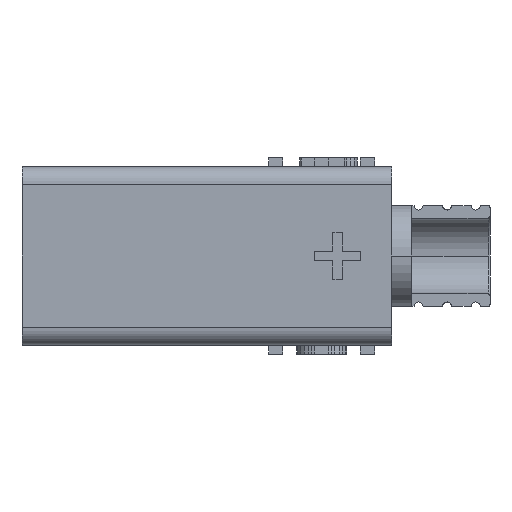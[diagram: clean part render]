
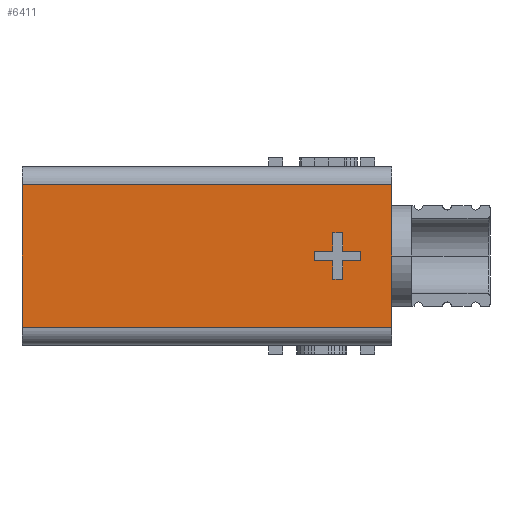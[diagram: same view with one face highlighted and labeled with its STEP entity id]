
A CAD part, left-side view. The second image highlights one B-rep face of the part: STEP entity #6411.
In plain terms, the highlighted planar face has unit normal (-1, 0, 0).
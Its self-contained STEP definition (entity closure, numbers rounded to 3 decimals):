
#15=DIRECTION('',(0.,0.,1.));
#16=VECTOR('',#15,8.);
#17=CARTESIAN_POINT('',(-10.5,0.,-4.));
#18=LINE('',#17,#16);
#806=DIRECTION('',(0.,-1.,0.));
#807=VECTOR('',#806,20.7);
#808=CARTESIAN_POINT('',(-10.5,20.7,-4.));
#809=LINE('',#808,#807);
#810=DIRECTION('',(0.,-1.,0.));
#811=VECTOR('',#810,20.7);
#812=CARTESIAN_POINT('',(-10.5,20.7,4.));
#813=LINE('',#812,#811);
#814=DIRECTION('',(0.,-1.,0.));
#815=VECTOR('',#814,0.55);
#816=CARTESIAN_POINT('',(-10.5,3.3,-1.3));
#817=LINE('',#816,#815);
#818=DIRECTION('',(0.,0.,1.));
#819=VECTOR('',#818,1.025);
#820=CARTESIAN_POINT('',(-10.5,2.75,-1.3));
#821=LINE('',#820,#819);
#822=DIRECTION('',(0.,-1.,0.));
#823=VECTOR('',#822,1.025);
#824=CARTESIAN_POINT('',(-10.5,2.75,-0.275));
#825=LINE('',#824,#823);
#826=DIRECTION('',(0.,0.,1.));
#827=VECTOR('',#826,0.55);
#828=CARTESIAN_POINT('',(-10.5,1.725,-0.275));
#829=LINE('',#828,#827);
#830=DIRECTION('',(0.,1.,0.));
#831=VECTOR('',#830,1.025);
#832=CARTESIAN_POINT('',(-10.5,1.725,0.275));
#833=LINE('',#832,#831);
#834=DIRECTION('',(0.,0.,1.));
#835=VECTOR('',#834,1.025);
#836=CARTESIAN_POINT('',(-10.5,2.75,0.275));
#837=LINE('',#836,#835);
#838=DIRECTION('',(0.,1.,0.));
#839=VECTOR('',#838,0.55);
#840=CARTESIAN_POINT('',(-10.5,2.75,1.3));
#841=LINE('',#840,#839);
#842=DIRECTION('',(0.,0.,-1.));
#843=VECTOR('',#842,1.025);
#844=CARTESIAN_POINT('',(-10.5,3.3,1.3));
#845=LINE('',#844,#843);
#846=DIRECTION('',(0.,1.,0.));
#847=VECTOR('',#846,1.025);
#848=CARTESIAN_POINT('',(-10.5,3.3,0.275));
#849=LINE('',#848,#847);
#850=DIRECTION('',(0.,0.,-1.));
#851=VECTOR('',#850,0.55);
#852=CARTESIAN_POINT('',(-10.5,4.325,0.275));
#853=LINE('',#852,#851);
#854=DIRECTION('',(0.,-1.,0.));
#855=VECTOR('',#854,1.025);
#856=CARTESIAN_POINT('',(-10.5,4.325,-0.275));
#857=LINE('',#856,#855);
#858=DIRECTION('',(0.,0.,-1.));
#859=VECTOR('',#858,1.025);
#860=CARTESIAN_POINT('',(-10.5,3.3,-0.275));
#861=LINE('',#860,#859);
#1471=DIRECTION('',(0.,0.,1.));
#1472=VECTOR('',#1471,8.);
#1473=CARTESIAN_POINT('',(-10.5,20.7,-4.));
#1474=LINE('',#1473,#1472);
#4667=CARTESIAN_POINT('',(-10.5,0.,-4.));
#4669=VERTEX_POINT('',#4667);
#4673=CARTESIAN_POINT('',(-10.5,20.7,-4.));
#4674=VERTEX_POINT('',#4673);
#4676=CARTESIAN_POINT('',(-10.5,0.,4.));
#4678=VERTEX_POINT('',#4676);
#4679=CARTESIAN_POINT('',(-10.5,20.7,4.));
#4680=VERTEX_POINT('',#4679);
#4799=CARTESIAN_POINT('',(-10.5,3.3,-1.3));
#4800=CARTESIAN_POINT('',(-10.5,2.75,-1.3));
#4801=VERTEX_POINT('',#4799);
#4802=VERTEX_POINT('',#4800);
#4803=CARTESIAN_POINT('',(-10.5,2.75,-0.275));
#4804=VERTEX_POINT('',#4803);
#4805=CARTESIAN_POINT('',(-10.5,1.725,-0.275));
#4806=VERTEX_POINT('',#4805);
#4807=CARTESIAN_POINT('',(-10.5,1.725,0.275));
#4808=VERTEX_POINT('',#4807);
#4809=CARTESIAN_POINT('',(-10.5,2.75,0.275));
#4810=VERTEX_POINT('',#4809);
#4811=CARTESIAN_POINT('',(-10.5,2.75,1.3));
#4812=VERTEX_POINT('',#4811);
#4813=CARTESIAN_POINT('',(-10.5,3.3,1.3));
#4814=VERTEX_POINT('',#4813);
#4815=CARTESIAN_POINT('',(-10.5,3.3,0.275));
#4816=VERTEX_POINT('',#4815);
#4817=CARTESIAN_POINT('',(-10.5,4.325,0.275));
#4818=VERTEX_POINT('',#4817);
#4819=CARTESIAN_POINT('',(-10.5,4.325,-0.275));
#4820=VERTEX_POINT('',#4819);
#4821=CARTESIAN_POINT('',(-10.5,3.3,-0.275));
#4822=VERTEX_POINT('',#4821);
#6372=CARTESIAN_POINT('',(-10.5,0.,-5.));
#6373=DIRECTION('',(-1.,0.,0.));
#6374=DIRECTION('',(0.,0.,1.));
#6375=AXIS2_PLACEMENT_3D('',#6372,#6373,#6374);
#6376=PLANE('',#6375);
#6378=ORIENTED_EDGE('',*,*,#6377,.F.);
#6380=ORIENTED_EDGE('',*,*,#6379,.T.);
#6381=ORIENTED_EDGE('',*,*,#6364,.T.);
#6382=ORIENTED_EDGE('',*,*,#5872,.F.);
#6383=EDGE_LOOP('',(#6378,#6380,#6381,#6382));
#6384=FACE_OUTER_BOUND('',#6383,.F.);
#6386=ORIENTED_EDGE('',*,*,#6385,.T.);
#6388=ORIENTED_EDGE('',*,*,#6387,.T.);
#6390=ORIENTED_EDGE('',*,*,#6389,.T.);
#6392=ORIENTED_EDGE('',*,*,#6391,.T.);
#6394=ORIENTED_EDGE('',*,*,#6393,.T.);
#6396=ORIENTED_EDGE('',*,*,#6395,.T.);
#6398=ORIENTED_EDGE('',*,*,#6397,.T.);
#6400=ORIENTED_EDGE('',*,*,#6399,.T.);
#6402=ORIENTED_EDGE('',*,*,#6401,.T.);
#6404=ORIENTED_EDGE('',*,*,#6403,.T.);
#6406=ORIENTED_EDGE('',*,*,#6405,.T.);
#6408=ORIENTED_EDGE('',*,*,#6407,.T.);
#6409=EDGE_LOOP('',(#6386,#6388,#6390,#6392,#6394,#6396,#6398,#6400,#6402,#6404,
#6406,#6408));
#6410=FACE_BOUND('',#6409,.F.);
#6411=ADVANCED_FACE('',(#6384,#6410),#6376,.T.);
#5872=EDGE_CURVE('',#4669,#4678,#18,.T.);
#6364=EDGE_CURVE('',#4680,#4678,#813,.T.);
#6377=EDGE_CURVE('',#4674,#4669,#809,.T.);
#6379=EDGE_CURVE('',#4674,#4680,#1474,.T.);
#6385=EDGE_CURVE('',#4801,#4802,#817,.T.);
#6387=EDGE_CURVE('',#4802,#4804,#821,.T.);
#6389=EDGE_CURVE('',#4804,#4806,#825,.T.);
#6391=EDGE_CURVE('',#4806,#4808,#829,.T.);
#6393=EDGE_CURVE('',#4808,#4810,#833,.T.);
#6395=EDGE_CURVE('',#4810,#4812,#837,.T.);
#6397=EDGE_CURVE('',#4812,#4814,#841,.T.);
#6399=EDGE_CURVE('',#4814,#4816,#845,.T.);
#6401=EDGE_CURVE('',#4816,#4818,#849,.T.);
#6403=EDGE_CURVE('',#4818,#4820,#853,.T.);
#6405=EDGE_CURVE('',#4820,#4822,#857,.T.);
#6407=EDGE_CURVE('',#4822,#4801,#861,.T.);
